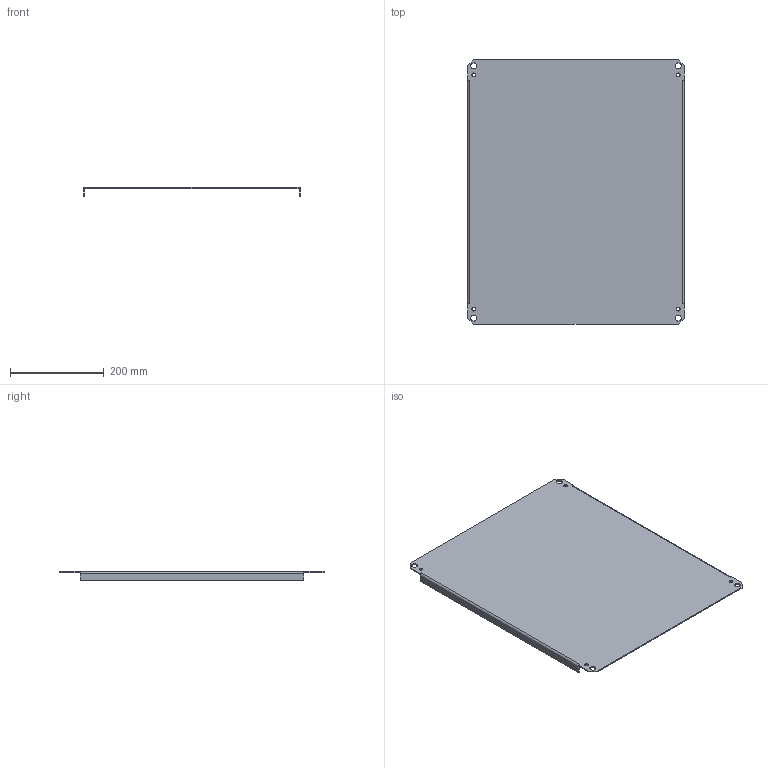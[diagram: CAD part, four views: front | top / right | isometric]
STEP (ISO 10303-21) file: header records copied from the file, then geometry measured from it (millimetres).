
FILE_DESCRIPTION((''),'2;1');
FILE_NAME('NP2420SSC.ipt.stp','2011-11-16T13:27:52',(''),(''),'Autodesk Inventor 2012','Autodesk Inventor 2012','');
FILE_SCHEMA(('AUTOMOTIVE_DESIGN { 1 0 10303 214 1 1 1 1 }'));
Length unit declared in the file: inch
Products named in the file (1): NP2420SSC
Bounding box: 462.28 x 563.88 x 19.66 mm (x, y, z)
Volume: 654014.4 mm3; surface area: 554978 mm2
Topology: 1 solids, 1 shells, 42 faces, 120 edges, 80 vertices
Faces by surface type: plane 30, cylinder 12
Full cylindrical faces by diameter (mm): 7.938 x4, 12.7 x4
Entity records: 1437 total; most frequent: CARTESIAN_POINT 235, ORIENTED_EDGE 224, DIRECTION 222, EDGE_CURVE 112, VECTOR 88, LINE 88, VERTEX_POINT 80, AXIS2_PLACEMENT_3D 67
